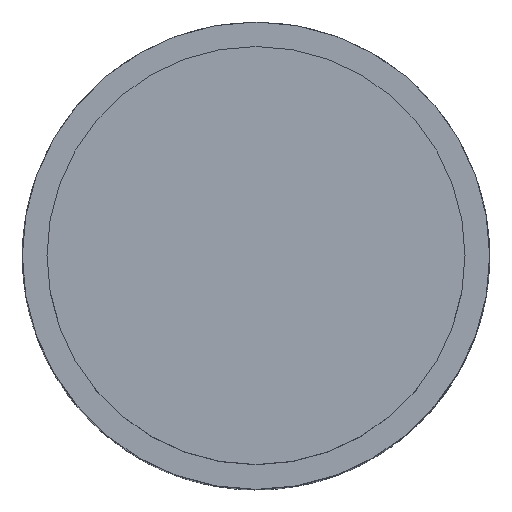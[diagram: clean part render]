
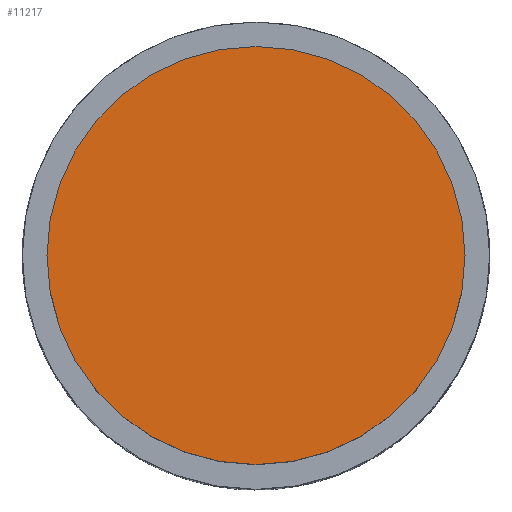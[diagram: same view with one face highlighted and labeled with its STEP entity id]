
A CAD part, top view. The second image highlights one B-rep face of the part: STEP entity #11217.
In plain terms, the highlighted planar face has unit normal (0, 0, 1).
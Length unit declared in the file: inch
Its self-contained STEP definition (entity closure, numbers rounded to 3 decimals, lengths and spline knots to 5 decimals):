
#669=PLANE('',#12073);
#1243=FACE_OUTER_BOUND('',#1854,.T.);
#1854=EDGE_LOOP('',(#10556));
#4577=CIRCLE('',#12074,0.31693);
#5655=VERTEX_POINT('',#18939);
#7289=EDGE_CURVE('',#5655,#5655,#4577,.T.);
#10556=ORIENTED_EDGE('',*,*,#7289,.F.);
#11217=ADVANCED_FACE('',(#1243),#669,.T.);
#12073=AXIS2_PLACEMENT_3D('',#18938,#14952,#14953);
#12074=AXIS2_PLACEMENT_3D('',#18940,#14954,#14955);
#14952=DIRECTION('center_axis',(0.,0.,1.));
#14953=DIRECTION('ref_axis',(-1.,0.,0.));
#14954=DIRECTION('center_axis',(0.,0.,-1.));
#14955=DIRECTION('ref_axis',(0.,-1.,0.));
#18938=CARTESIAN_POINT('Origin',(0.,-0.15846,
-0.40862));
#18939=CARTESIAN_POINT('',(0.,0.31693,-0.40862));
#18940=CARTESIAN_POINT('Origin',(0.,0.,
-0.40862));
